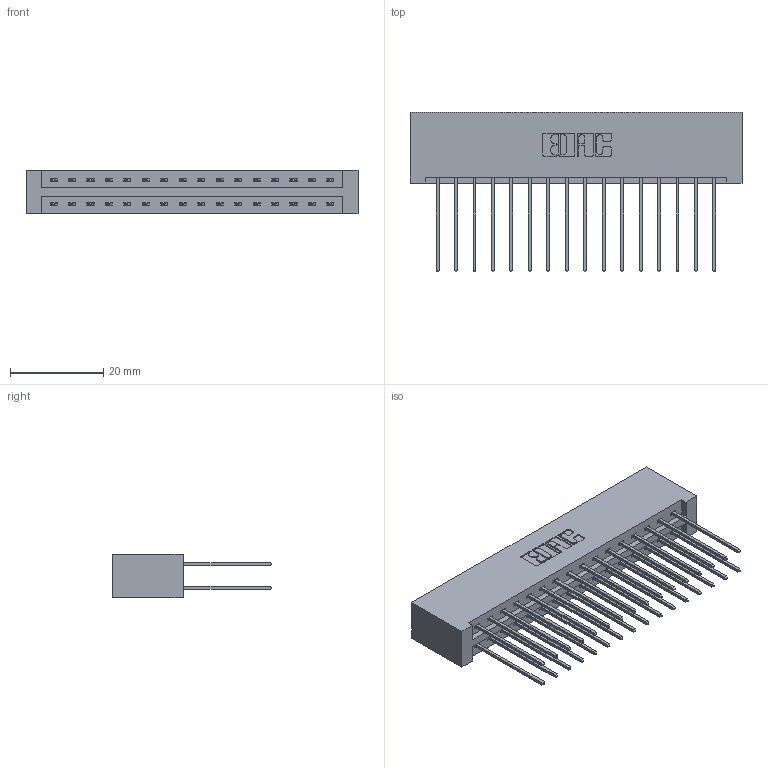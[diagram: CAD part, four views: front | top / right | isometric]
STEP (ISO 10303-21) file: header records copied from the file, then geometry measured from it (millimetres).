
FILE_DESCRIPTION (( 'STEP AP203' ), '1' );
FILE_NAME ('337-032-541-201.STEP', '2019-10-08T19:23:44', ( '' ), ( '' ), 'SwSTEP 2.0', 'SolidWorks 2016', '' );
FILE_SCHEMA (( 'CONFIG_CONTROL_DESIGN' ));
Length unit declared in the file: inch
Products named in the file (3): 337-032-541-201; 345-292-001_345-293-141; 337 Part_No Mounting Lugs
Assembly tree (33 placements, depth 2):
  337-032-541-201
    337 Part_No Mounting Lugs
    345-292-001_345-293-141  x32
Bounding box: 71.27 x 34.3 x 9.4 mm (x, y, z)
Volume: 8109.5 mm3; surface area: 9892.9 mm2
Topology: 33 solids, 33 shells, 1834 faces, 5439 edges, 3582 vertices
Faces by surface type: plane 1282, cylinder 552
Entity records: 15509 total; most frequent: CARTESIAN_POINT 2634, ORIENTED_EDGE 2570, DIRECTION 2281, EDGE_CURVE 1285, LINE 1165, VECTOR 1165, VERTEX_POINT 854, AXIS2_PLACEMENT_3D 558
